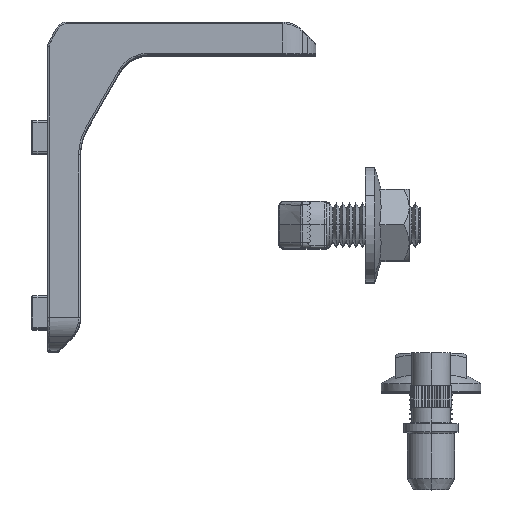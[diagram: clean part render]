
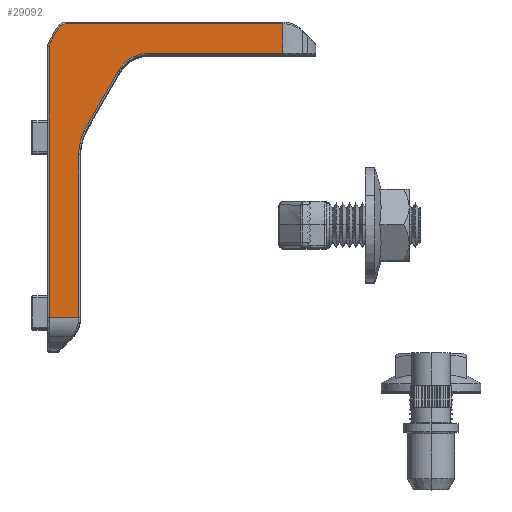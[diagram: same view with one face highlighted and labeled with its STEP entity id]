
A CAD part, top view. The second image highlights one B-rep face of the part: STEP entity #29092.
In plain terms, the highlighted planar face has unit normal (0, 0, 1).
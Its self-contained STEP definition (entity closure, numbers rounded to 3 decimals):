
#249 = ORIENTED_EDGE ( 'NONE', *, *, #12388, .F. ) ;
#693 = CARTESIAN_POINT ( 'NONE',  ( 0.378, -3.946, 10. ) ) ;
#995 = ORIENTED_EDGE ( 'NONE', *, *, #34476, .F. ) ;
#1009 = DIRECTION ( 'NONE',  ( 0.5, 0.866, 0. ) ) ;
#1068 = EDGE_LOOP ( 'NONE', ( #249, #20356, #20907, #28619, #31391, #30297, #44735, #6335, #26823, #995, #45794, #32380 ) ) ;
#1517 = VERTEX_POINT ( 'NONE', #8914 ) ;
#2727 = CARTESIAN_POINT ( 'NONE',  ( 49., -60., 10. ) ) ;
#3369 = CARTESIAN_POINT ( 'NONE',  ( 3.464, -0.3, 10. ) ) ;
#3503 = VERTEX_POINT ( 'NONE', #34101 ) ;
#3708 = CARTESIAN_POINT ( 'NONE',  ( 7.08, -19.118, 10. ) ) ;
#3869 = CARTESIAN_POINT ( 'NONE',  ( 6.171, -20.693, 10. ) ) ;
#4655 = LINE ( 'NONE', #5525, #43182 ) ;
#4963 = VERTEX_POINT ( 'NONE', #5674 ) ;
#5525 = CARTESIAN_POINT ( 'NONE',  ( 13.008, -8.85, 10. ) ) ;
#5674 = CARTESIAN_POINT ( 'NONE',  ( 5.7, -53.929, 10. ) ) ;
#5835 = DIRECTION ( 'NONE',  ( -0.5, -0.866, 0. ) ) ;
#6335 = ORIENTED_EDGE ( 'NONE', *, *, #26861, .F. ) ;
#6422 = DIRECTION ( 'NONE',  ( -1., 0., 0. ) ) ;
#8403 = EDGE_CURVE ( 'NONE', #19013, #46590, #45633, .T. ) ;
#8914 = CARTESIAN_POINT ( 'NONE',  ( 0.528, -3.686, 10. ) ) ;
#9930 = PLANE ( 'NONE',  #15911 ) ;
#10183 = VERTEX_POINT ( 'NONE', #29093 ) ;
#10215 = FACE_OUTER_BOUND ( 'NONE', #1068, .T. ) ;
#10998 = CARTESIAN_POINT ( 'NONE',  ( 49., -53.929, 10. ) ) ;
#11224 = CARTESIAN_POINT ( 'NONE',  ( 5.7, -24.268, 10. ) ) ;
#11840 = EDGE_CURVE ( 'NONE', #44445, #1517, #20765, .T. ) ;
#12388 = EDGE_CURVE ( 'NONE', #3503, #10183, #46922, .T. ) ;
#13364 = CARTESIAN_POINT ( 'NONE',  ( 0.3, -4.536, 10. ) ) ;
#15156 = DIRECTION ( 'NONE',  ( 0., -1., 0. ) ) ;
#15624 = EDGE_CURVE ( 'NONE', #46590, #21760, #46841, .T. ) ;
#15814 = CARTESIAN_POINT ( 'NONE',  ( 49., -0.3, 10. ) ) ;
#15911 = AXIS2_PLACEMENT_3D ( 'NONE', #2727, #28302, #6422 ) ;
#16173 = LINE ( 'NONE', #19255, #34355 ) ;
#16560 = EDGE_CURVE ( 'NONE', #10183, #17620, #25736, .T. ) ;
#16867 = CARTESIAN_POINT ( 'NONE',  ( 7.08, -19.118, 10. ) ) ;
#17620 = VERTEX_POINT ( 'NONE', #38941 ) ;
#17896 = CARTESIAN_POINT ( 'NONE',  ( 2.842, -0.3, 10. ) ) ;
#18146 = VERTEX_POINT ( 'NONE', #37327 ) ;
#18153 = LINE ( 'NONE', #22530, #26782 ) ;
#18242 = CARTESIAN_POINT ( 'NONE',  ( 16.158, -5.7, 10. ) ) ;
#18461 = DIRECTION ( 'NONE',  ( -1., 0., 0. ) ) ;
#19013 = VERTEX_POINT ( 'NONE', #28799 ) ;
#19203 = VECTOR ( 'NONE', #40913, 1000. ) ;
#19255 = CARTESIAN_POINT ( 'NONE',  ( 5.7, -60., 10. ) ) ;
#19286 = VECTOR ( 'NONE', #19693, 1000. ) ;
#19693 = DIRECTION ( 'NONE',  ( -1., 0., 0. ) ) ;
#19763 = LINE ( 'NONE', #10998, #46248 ) ;
#20356 = ORIENTED_EDGE ( 'NONE', *, *, #40875, .F. ) ;
#20765 =( BOUNDED_CURVE ( )  B_SPLINE_CURVE ( 3, ( #44103, #22657, #693, #26342 ),
 .UNSPECIFIED., .F., .F. ) 
 B_SPLINE_CURVE_WITH_KNOTS ( ( 4, 4 ),
 ( 0., 1. ),
 .UNSPECIFIED. ) 
 CURVE ( )  GEOMETRIC_REPRESENTATION_ITEM ( )  RATIONAL_B_SPLINE_CURVE ( ( 1., 0.977, 0.977, 1. ) ) 
 REPRESENTATION_ITEM ( '' )  );
#20907 = ORIENTED_EDGE ( 'NONE', *, *, #15624, .F. ) ;
#21721 = EDGE_CURVE ( 'NONE', #1517, #19013, #28959, .T. ) ;
#21760 = VERTEX_POINT ( 'NONE', #37582 ) ;
#21960 = CARTESIAN_POINT ( 'NONE',  ( 14.161, -6.853, 10. ) ) ;
#22530 = CARTESIAN_POINT ( 'NONE',  ( 42.929, -60., 10. ) ) ;
#22657 = CARTESIAN_POINT ( 'NONE',  ( 0.3, -4.236, 10. ) ) ;
#24663 = CARTESIAN_POINT ( 'NONE',  ( 5.7, -24.268, 10. ) ) ;
#25303 = CARTESIAN_POINT ( 'NONE',  ( 1.992, -1.15, 10. ) ) ;
#25451 = CARTESIAN_POINT ( 'NONE',  ( 3.464, -0.3, 10. ) ) ;
#25736 =( BOUNDED_CURVE ( )  B_SPLINE_CURVE ( 3, ( #39898, #18242, #21960, #31035 ),
 .UNSPECIFIED., .F., .F. ) 
 B_SPLINE_CURVE_WITH_KNOTS ( ( 4, 4 ),
 ( 0., 1. ),
 .UNSPECIFIED. ) 
 CURVE ( )  GEOMETRIC_REPRESENTATION_ITEM ( )  RATIONAL_B_SPLINE_CURVE ( ( 1., 0.911, 0.911, 1. ) ) 
 REPRESENTATION_ITEM ( '' )  );
#26342 = CARTESIAN_POINT ( 'NONE',  ( 0.528, -3.686, 10. ) ) ;
#26782 = VECTOR ( 'NONE', #15156, 1000. ) ;
#26823 = ORIENTED_EDGE ( 'NONE', *, *, #39588, .F. ) ;
#26861 = EDGE_CURVE ( 'NONE', #4963, #18146, #19763, .T. ) ;
#27349 = EDGE_CURVE ( 'NONE', #18146, #44445, #40527, .T. ) ;
#28302 = DIRECTION ( 'NONE',  ( 0., 0., -1. ) ) ;
#28619 = ORIENTED_EDGE ( 'NONE', *, *, #8403, .F. ) ;
#28799 = CARTESIAN_POINT ( 'NONE',  ( 1.992, -1.15, 10. ) ) ;
#28959 = LINE ( 'NONE', #44406, #37347 ) ;
#29092 = ADVANCED_FACE ( 'NONE', ( #10215 ), #9930, .F. ) ;
#29093 = CARTESIAN_POINT ( 'NONE',  ( 18.464, -5.7, 10. ) ) ;
#30297 = ORIENTED_EDGE ( 'NONE', *, *, #11840, .F. ) ;
#30855 =( BOUNDED_CURVE ( )  B_SPLINE_CURVE ( 3, ( #3708, #3869, #33042, #11224 ),
 .UNSPECIFIED., .F., .T. ) 
 B_SPLINE_CURVE_WITH_KNOTS ( ( 4, 4 ),
 ( 0., 1. ),
 .UNSPECIFIED. ) 
 CURVE ( )  GEOMETRIC_REPRESENTATION_ITEM ( )  RATIONAL_B_SPLINE_CURVE ( ( 1., 0.977, 0.977, 1. ) ) 
 REPRESENTATION_ITEM ( '' )  );
#31035 = CARTESIAN_POINT ( 'NONE',  ( 13.008, -8.85, 10. ) ) ;
#31391 = ORIENTED_EDGE ( 'NONE', *, *, #21721, .F. ) ;
#32380 = ORIENTED_EDGE ( 'NONE', *, *, #16560, .F. ) ;
#32558 = EDGE_CURVE ( 'NONE', #17620, #34196, #4655, .T. ) ;
#33042 = CARTESIAN_POINT ( 'NONE',  ( 5.7, -22.449, 10. ) ) ;
#34101 = CARTESIAN_POINT ( 'NONE',  ( 42.929, -5.7, 10. ) ) ;
#34196 = VERTEX_POINT ( 'NONE', #16867 ) ;
#34355 = VECTOR ( 'NONE', #40888, 1000. ) ;
#34476 = EDGE_CURVE ( 'NONE', #34196, #43453, #30855, .T. ) ;
#37327 = CARTESIAN_POINT ( 'NONE',  ( 0.3, -53.929, 10. ) ) ;
#37347 = VECTOR ( 'NONE', #1009, 1000. ) ;
#37582 = CARTESIAN_POINT ( 'NONE',  ( 42.929, -0.3, 10. ) ) ;
#38941 = CARTESIAN_POINT ( 'NONE',  ( 13.008, -8.85, 10. ) ) ;
#39431 = VECTOR ( 'NONE', #44088, 1000. ) ;
#39588 = EDGE_CURVE ( 'NONE', #43453, #4963, #16173, .T. ) ;
#39898 = CARTESIAN_POINT ( 'NONE',  ( 18.464, -5.7, 10. ) ) ;
#40527 = LINE ( 'NONE', #40543, #39431 ) ;
#40543 = CARTESIAN_POINT ( 'NONE',  ( 0.3, -60., 10. ) ) ;
#40875 = EDGE_CURVE ( 'NONE', #21760, #3503, #18153, .T. ) ;
#40888 = DIRECTION ( 'NONE',  ( 0., -1., 0. ) ) ;
#40913 = DIRECTION ( 'NONE',  ( 1., 0., 0. ) ) ;
#41305 = CARTESIAN_POINT ( 'NONE',  ( 49., -5.7, 10. ) ) ;
#43112 = CARTESIAN_POINT ( 'NONE',  ( 2.303, -0.611, 10. ) ) ;
#43182 = VECTOR ( 'NONE', #5835, 1000. ) ;
#43453 = VERTEX_POINT ( 'NONE', #24663 ) ;
#44088 = DIRECTION ( 'NONE',  ( 0., 1., 0. ) ) ;
#44103 = CARTESIAN_POINT ( 'NONE',  ( 0.3, -4.536, 10. ) ) ;
#44406 = CARTESIAN_POINT ( 'NONE',  ( 0.528, -3.686, 10. ) ) ;
#44445 = VERTEX_POINT ( 'NONE', #13364 ) ;
#44735 = ORIENTED_EDGE ( 'NONE', *, *, #27349, .F. ) ;
#45633 =( BOUNDED_CURVE ( )  B_SPLINE_CURVE ( 3, ( #25303, #43112, #17896, #3369 ),
 .UNSPECIFIED., .F., .T. ) 
 B_SPLINE_CURVE_WITH_KNOTS ( ( 4, 4 ),
 ( 0., 1. ),
 .UNSPECIFIED. ) 
 CURVE ( )  GEOMETRIC_REPRESENTATION_ITEM ( )  RATIONAL_B_SPLINE_CURVE ( ( 1., 0.911, 0.911, 1. ) ) 
 REPRESENTATION_ITEM ( '' )  );
#45794 = ORIENTED_EDGE ( 'NONE', *, *, #32558, .F. ) ;
#46248 = VECTOR ( 'NONE', #18461, 1000. ) ;
#46590 = VERTEX_POINT ( 'NONE', #25451 ) ;
#46841 = LINE ( 'NONE', #15814, #19203 ) ;
#46922 = LINE ( 'NONE', #41305, #19286 ) ;
